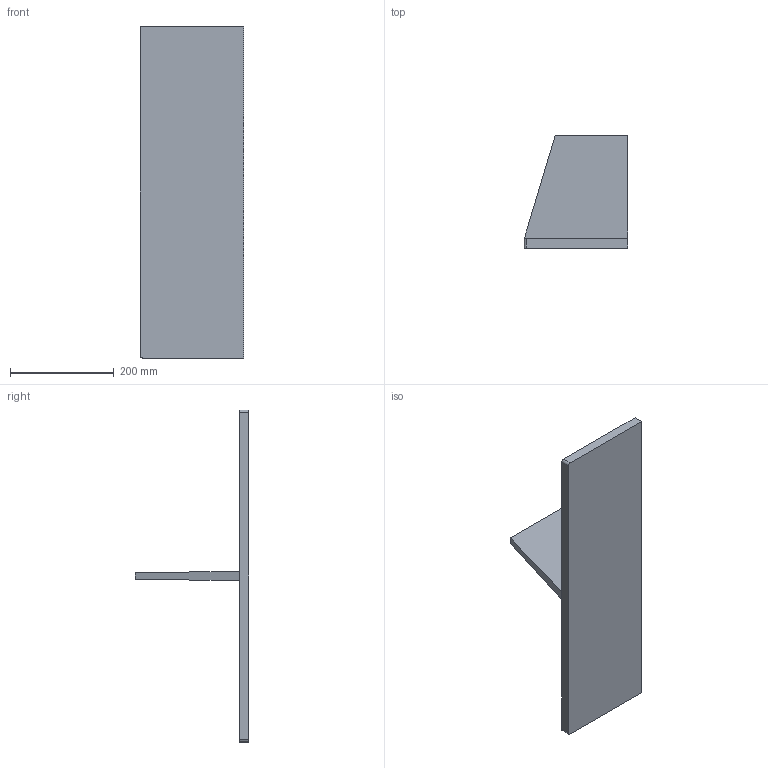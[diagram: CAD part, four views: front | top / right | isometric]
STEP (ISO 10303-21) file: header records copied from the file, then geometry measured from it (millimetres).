
FILE_DESCRIPTION(/* description */ (''),/* implementation_level */ '2;1');
FILE_NAME(/* name */ '9bc2e3b0-6176-4d9f-9210-d7ffe44ee96e.stp',/* time_stamp */ '2023-08-18T20:52:54Z',/* author */ (''),/* organization */ (''),/* preprocessor_version */ 'ST-DEVELOPER v20',/* originating_system */ 'Autodesk Translation Framework v12.14.0.127',/* authorisation */ '');
FILE_SCHEMA (('AUTOMOTIVE_DESIGN { 1 0 10303 214 3 1 1 }'));
Length unit declared in the file: millimetre
Products named in the file (3): Tail; V; H
Assembly tree (2 placements, depth 2):
  Tail
    V
    H
Bounding box: 200 x 218 x 640 mm (x, y, z)
Volume: 2829406.9 mm3; surface area: 365766.2 mm2
Topology: 2 solids, 2 shells, 14 faces, 30 edges, 20 vertices
Faces by surface type: plane 12, cylinder 2
Entity records: 470 total; most frequent: DIRECTION 72, CARTESIAN_POINT 69, ORIENTED_EDGE 60, EDGE_CURVE 30, LINE 26, VECTOR 26, AXIS2_PLACEMENT_3D 23, VERTEX_POINT 20
